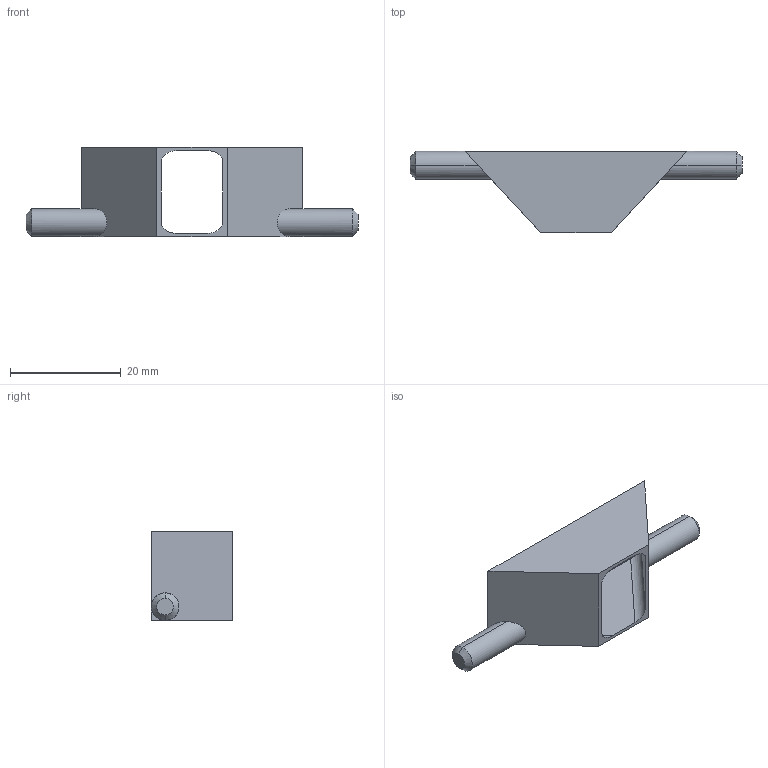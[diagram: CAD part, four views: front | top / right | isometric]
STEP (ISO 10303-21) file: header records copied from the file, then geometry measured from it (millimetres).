
FILE_DESCRIPTION (( 'STEP AP203' ), '1' );
FILE_NAME ('20201119 version 03 - Schutzkappe 0-6mm.STEP', '2021-01-25T09:26:00', ( '' ), ( '' ), 'SwSTEP 2.0', 'SolidWorks 2019', '' );
FILE_SCHEMA (( 'CONFIG_CONTROL_DESIGN' ));
Length unit declared in the file: millimetre
Products named in the file (1): 20201119 version 03 - Schutzkappe 0-6mm
Bounding box: 60 x 14.7 x 16.09 mm (x, y, z)
Volume: 1362.2 mm3; surface area: 3149.3 mm2
Topology: 1 solids, 1 shells, 26 faces, 62 edges, 38 vertices
Faces by surface type: plane 14, cylinder 8, cone 4
Entity records: 815 total; most frequent: CARTESIAN_POINT 169, ORIENTED_EDGE 124, DIRECTION 110, EDGE_CURVE 62, LINE 40, VECTOR 40, VERTEX_POINT 38, AXIS2_PLACEMENT_3D 35
